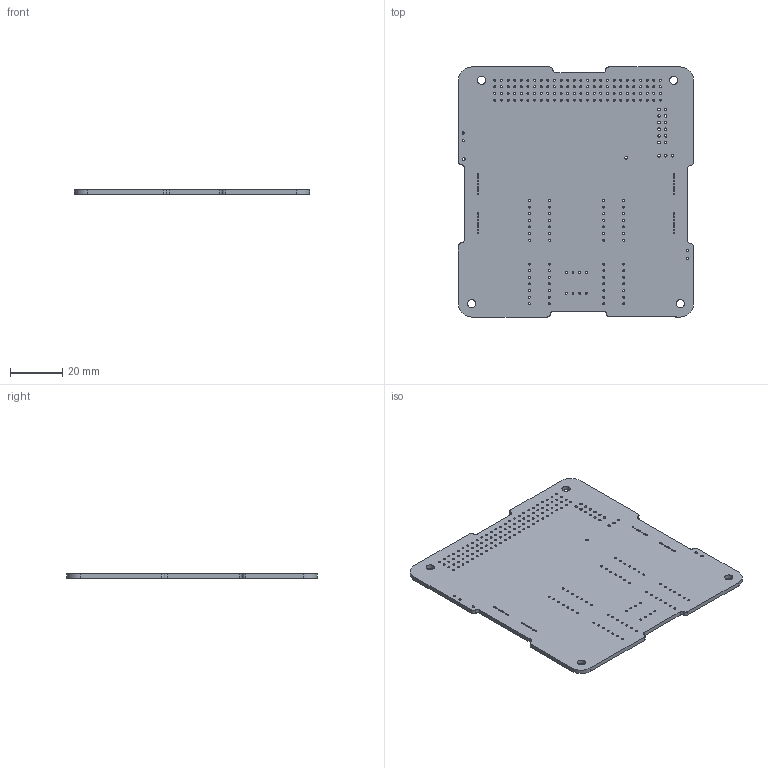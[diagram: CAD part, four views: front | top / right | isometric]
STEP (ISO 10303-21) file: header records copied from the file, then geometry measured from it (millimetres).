
FILE_DESCRIPTION(('KiCad electronic assembly'),'2;1');
FILE_NAME('adcs-ctl.step','2023-03-14T22:53:12',('Pcbnew'),('Kicad'), 'Open CASCADE STEP processor 7.6','KiCad to STEP converter','Unknown' );
FILE_SCHEMA(('AUTOMOTIVE_DESIGN { 1 0 10303 214 1 1 1 1 }'));
Length unit declared in the file: millimetre
Products named in the file (2): adcs-ctl 1; MC_SunSensorPCB PCB
Assembly tree (1 placements, depth 2):
  adcs-ctl 1
    MC_SunSensorPCB PCB
Bounding box: 90.17 x 95.89 x 1.61 mm (x, y, z)
Volume: 13265.8 mm3; surface area: 18017.8 mm2
Topology: 1 solids, 1 shells, 255 faces, 759 edges, 506 vertices
Faces by surface type: cylinder 241, plane 14
Full cylindrical faces by diameter (mm): 0.6 x28, 0.74 x8, 0.762 x160, 0.9 x2, 1 x19, 3.2 x4
Entity records: 19653 total; most frequent: DIRECTION 3273, CARTESIAN_POINT 3040, ORIENTED_EDGE 1518, PCURVE 1518, DEFINITIONAL_REPRESENTATION 1518, LINE 1313, VECTOR 1313, CIRCLE 964
